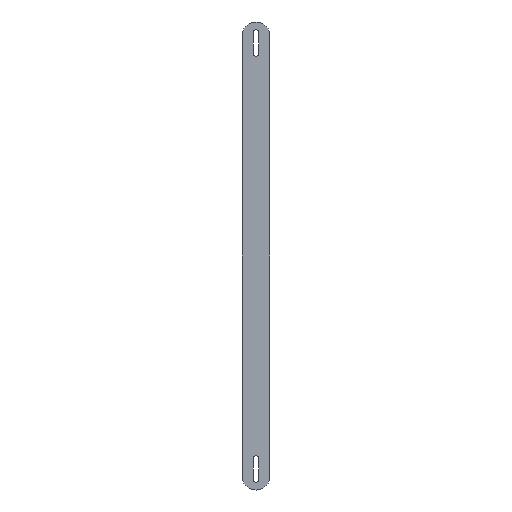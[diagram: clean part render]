
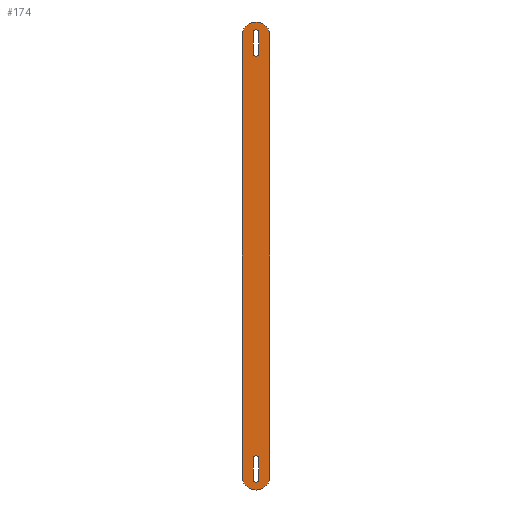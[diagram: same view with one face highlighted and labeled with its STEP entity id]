
A CAD part, left-side view. The second image highlights one B-rep face of the part: STEP entity #174.
In plain terms, the highlighted planar face has unit normal (-1, 0, 0).
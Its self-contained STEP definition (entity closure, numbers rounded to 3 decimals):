
#3 = EDGE_CURVE ( 'NONE', #252, #625, #406, .T. ) ;
#7 = CARTESIAN_POINT ( 'NONE',  ( 0., 2., 327.5 ) ) ;
#9 = CARTESIAN_POINT ( 'NONE',  ( 0., 2., 327.5 ) ) ;
#22 = CIRCLE ( 'NONE', #34, 2. ) ;
#34 = AXIS2_PLACEMENT_3D ( 'NONE', #158, #213, #556 ) ;
#35 = ORIENTED_EDGE ( 'NONE', *, *, #372, .T. ) ;
#38 = EDGE_CURVE ( 'NONE', #80, #115, #154, .T. ) ;
#48 = CARTESIAN_POINT ( 'NONE',  ( 0., -2., 327.5 ) ) ;
#55 = CARTESIAN_POINT ( 'NONE',  ( 0., 0., 335. ) ) ;
#59 = CARTESIAN_POINT ( 'NONE',  ( 0., -10., 10. ) ) ;
#65 = CARTESIAN_POINT ( 'NONE',  ( 0., -2., 312.5 ) ) ;
#70 = VERTEX_POINT ( 'NONE', #291 ) ;
#73 = EDGE_CURVE ( 'NONE', #212, #396, #462, .T. ) ;
#80 = VERTEX_POINT ( 'NONE', #626 ) ;
#84 = ORIENTED_EDGE ( 'NONE', *, *, #157, .F. ) ;
#87 = AXIS2_PLACEMENT_3D ( 'NONE', #97, #427, #146 ) ;
#88 = CARTESIAN_POINT ( 'NONE',  ( 0., -2., 7.5 ) ) ;
#93 = EDGE_CURVE ( 'NONE', #70, #252, #144, .T. ) ;
#96 = DIRECTION ( 'NONE',  ( 0., 0., 1. ) ) ;
#97 = CARTESIAN_POINT ( 'NONE',  ( 0., 0., 325. ) ) ;
#99 = CARTESIAN_POINT ( 'NONE',  ( 0., -2., 7.5 ) ) ;
#107 = EDGE_CURVE ( 'NONE', #115, #487, #190, .T. ) ;
#108 = CIRCLE ( 'NONE', #292, 10. ) ;
#109 = VERTEX_POINT ( 'NONE', #48 ) ;
#114 = CARTESIAN_POINT ( 'NONE',  ( 0., 0., 22.5 ) ) ;
#115 = VERTEX_POINT ( 'NONE', #430 ) ;
#118 = ORIENTED_EDGE ( 'NONE', *, *, #593, .T. ) ;
#125 = AXIS2_PLACEMENT_3D ( 'NONE', #114, #267, #547 ) ;
#129 = VECTOR ( 'NONE', #539, 1000. ) ;
#132 = DIRECTION ( 'NONE',  ( -1., 0., 0. ) ) ;
#140 = EDGE_CURVE ( 'NONE', #198, #109, #304, .T. ) ;
#141 = CARTESIAN_POINT ( 'NONE',  ( 0., -27.5, 335. ) ) ;
#144 = CIRCLE ( 'NONE', #87, 10. ) ;
#145 = DIRECTION ( 'NONE',  ( -1., 0., 0. ) ) ;
#146 = DIRECTION ( 'NONE',  ( 0., 0., 1. ) ) ;
#152 = VERTEX_POINT ( 'NONE', #88 ) ;
#154 = CIRCLE ( 'NONE', #254, 2. ) ;
#157 = EDGE_CURVE ( 'NONE', #152, #469, #502, .T. ) ;
#158 = CARTESIAN_POINT ( 'NONE',  ( 0., 0., 312.5 ) ) ;
#159 = VECTOR ( 'NONE', #342, 1000. ) ;
#170 = CARTESIAN_POINT ( 'NONE',  ( 0., 10., 325. ) ) ;
#173 = EDGE_CURVE ( 'NONE', #479, #323, #108, .T. ) ;
#174 = ADVANCED_FACE ( 'NONE', ( #496, #255, #423 ), #189, .T. ) ;
#189 = PLANE ( 'NONE',  #535 ) ;
#190 = LINE ( 'NONE', #580, #159 ) ;
#191 = ORIENTED_EDGE ( 'NONE', *, *, #531, .F. ) ;
#198 = VERTEX_POINT ( 'NONE', #519 ) ;
#203 = DIRECTION ( 'NONE',  ( -1., 0., 0. ) ) ;
#209 = ORIENTED_EDGE ( 'NONE', *, *, #495, .T. ) ;
#212 = VERTEX_POINT ( 'NONE', #471 ) ;
#213 = DIRECTION ( 'NONE',  ( 1., 0., 0. ) ) ;
#218 = AXIS2_PLACEMENT_3D ( 'NONE', #331, #566, #523 ) ;
#233 = CIRCLE ( 'NONE', #362, 2. ) ;
#241 = CARTESIAN_POINT ( 'NONE',  ( 0., 0., 325. ) ) ;
#250 = CARTESIAN_POINT ( 'NONE',  ( 0., 0., 327.5 ) ) ;
#251 = DIRECTION ( 'NONE',  ( 0., 0., 1. ) ) ;
#252 = VERTEX_POINT ( 'NONE', #55 ) ;
#254 = AXIS2_PLACEMENT_3D ( 'NONE', #480, #203, #251 ) ;
#255 = FACE_BOUND ( 'NONE', #389, .T. ) ;
#261 = CIRCLE ( 'NONE', #125, 2. ) ;
#265 = CARTESIAN_POINT ( 'NONE',  ( 0., 0., 7.5 ) ) ;
#267 = DIRECTION ( 'NONE',  ( -1., 0., 0. ) ) ;
#276 = VECTOR ( 'NONE', #96, 1000. ) ;
#280 = ORIENTED_EDGE ( 'NONE', *, *, #3, .T. ) ;
#288 = VECTOR ( 'NONE', #441, 1000. ) ;
#291 = CARTESIAN_POINT ( 'NONE',  ( 0., -10., 325. ) ) ;
#292 = AXIS2_PLACEMENT_3D ( 'NONE', #386, #145, #612 ) ;
#304 = CIRCLE ( 'NONE', #218, 2. ) ;
#311 = CIRCLE ( 'NONE', #421, 2. ) ;
#316 = ORIENTED_EDGE ( 'NONE', *, *, #582, .T. ) ;
#320 = LINE ( 'NONE', #594, #129 ) ;
#323 = VERTEX_POINT ( 'NONE', #537 ) ;
#327 = AXIS2_PLACEMENT_3D ( 'NONE', #241, #132, #607 ) ;
#331 = CARTESIAN_POINT ( 'NONE',  ( 0., 0., 327.5 ) ) ;
#332 = EDGE_CURVE ( 'NONE', #396, #198, #233, .T. ) ;
#342 = DIRECTION ( 'NONE',  ( 0., 0., -1. ) ) ;
#344 = ORIENTED_EDGE ( 'NONE', *, *, #140, .T. ) ;
#362 = AXIS2_PLACEMENT_3D ( 'NONE', #250, #623, #401 ) ;
#366 = ORIENTED_EDGE ( 'NONE', *, *, #454, .F. ) ;
#372 = EDGE_CURVE ( 'NONE', #109, #455, #490, .T. ) ;
#386 = CARTESIAN_POINT ( 'NONE',  ( 0., 0., 10. ) ) ;
#389 = EDGE_LOOP ( 'NONE', ( #191, #509, #604, #366, #84 ) ) ;
#396 = VERTEX_POINT ( 'NONE', #9 ) ;
#401 = DIRECTION ( 'NONE',  ( 0., 0., -1. ) ) ;
#405 = EDGE_LOOP ( 'NONE', ( #209, #420, #118, #417, #280 ) ) ;
#406 = CIRCLE ( 'NONE', #327, 10. ) ;
#407 = CARTESIAN_POINT ( 'NONE',  ( 0., -2., 22.5 ) ) ;
#408 = DIRECTION ( 'NONE',  ( -1., 0., 0. ) ) ;
#412 = VECTOR ( 'NONE', #528, 1000. ) ;
#417 = ORIENTED_EDGE ( 'NONE', *, *, #93, .T. ) ;
#420 = ORIENTED_EDGE ( 'NONE', *, *, #173, .T. ) ;
#421 = AXIS2_PLACEMENT_3D ( 'NONE', #265, #408, #543 ) ;
#423 = FACE_BOUND ( 'NONE', #476, .T. ) ;
#427 = DIRECTION ( 'NONE',  ( -1., 0., 0. ) ) ;
#430 = CARTESIAN_POINT ( 'NONE',  ( 0., 2., 22.5 ) ) ;
#437 = CARTESIAN_POINT ( 'NONE',  ( 0., -2., 327.5 ) ) ;
#441 = DIRECTION ( 'NONE',  ( 0., 0., 1. ) ) ;
#443 = CARTESIAN_POINT ( 'NONE',  ( 0., 2., 7.5 ) ) ;
#454 = EDGE_CURVE ( 'NONE', #469, #80, #261, .T. ) ;
#455 = VERTEX_POINT ( 'NONE', #65 ) ;
#462 = LINE ( 'NONE', #7, #412 ) ;
#468 = DIRECTION ( 'NONE',  ( 0., 0., 1. ) ) ;
#469 = VERTEX_POINT ( 'NONE', #407 ) ;
#471 = CARTESIAN_POINT ( 'NONE',  ( 0., 2., 312.5 ) ) ;
#476 = EDGE_LOOP ( 'NONE', ( #622, #610, #344, #35, #316 ) ) ;
#479 = VERTEX_POINT ( 'NONE', #590 ) ;
#480 = CARTESIAN_POINT ( 'NONE',  ( 0., 0., 22.5 ) ) ;
#487 = VERTEX_POINT ( 'NONE', #443 ) ;
#490 = LINE ( 'NONE', #437, #602 ) ;
#495 = EDGE_CURVE ( 'NONE', #625, #479, #320, .T. ) ;
#496 = FACE_OUTER_BOUND ( 'NONE', #405, .T. ) ;
#502 = LINE ( 'NONE', #99, #276 ) ;
#509 = ORIENTED_EDGE ( 'NONE', *, *, #107, .F. ) ;
#519 = CARTESIAN_POINT ( 'NONE',  ( 0., 0., 329.5 ) ) ;
#523 = DIRECTION ( 'NONE',  ( 0., 0., -1. ) ) ;
#528 = DIRECTION ( 'NONE',  ( 0., 0., 1. ) ) ;
#531 = EDGE_CURVE ( 'NONE', #487, #152, #311, .T. ) ;
#532 = DIRECTION ( 'NONE',  ( 0., 0., -1. ) ) ;
#535 = AXIS2_PLACEMENT_3D ( 'NONE', #141, #573, #468 ) ;
#537 = CARTESIAN_POINT ( 'NONE',  ( 0., -10., 10. ) ) ;
#539 = DIRECTION ( 'NONE',  ( 0., 0., -1. ) ) ;
#543 = DIRECTION ( 'NONE',  ( 0., 0., 1. ) ) ;
#547 = DIRECTION ( 'NONE',  ( 0., 0., 1. ) ) ;
#556 = DIRECTION ( 'NONE',  ( 0., 0., -1. ) ) ;
#566 = DIRECTION ( 'NONE',  ( 1., 0., 0. ) ) ;
#573 = DIRECTION ( 'NONE',  ( -1., 0., 0. ) ) ;
#580 = CARTESIAN_POINT ( 'NONE',  ( 0., 2., 7.5 ) ) ;
#582 = EDGE_CURVE ( 'NONE', #455, #212, #22, .T. ) ;
#590 = CARTESIAN_POINT ( 'NONE',  ( 0., 10., 10. ) ) ;
#593 = EDGE_CURVE ( 'NONE', #323, #70, #616, .T. ) ;
#594 = CARTESIAN_POINT ( 'NONE',  ( 0., 10., 10. ) ) ;
#602 = VECTOR ( 'NONE', #532, 1000. ) ;
#604 = ORIENTED_EDGE ( 'NONE', *, *, #38, .F. ) ;
#607 = DIRECTION ( 'NONE',  ( 0., 0., 1. ) ) ;
#610 = ORIENTED_EDGE ( 'NONE', *, *, #332, .T. ) ;
#612 = DIRECTION ( 'NONE',  ( 0., 0., 1. ) ) ;
#616 = LINE ( 'NONE', #59, #288 ) ;
#622 = ORIENTED_EDGE ( 'NONE', *, *, #73, .T. ) ;
#623 = DIRECTION ( 'NONE',  ( 1., 0., 0. ) ) ;
#625 = VERTEX_POINT ( 'NONE', #170 ) ;
#626 = CARTESIAN_POINT ( 'NONE',  ( 0., 0., 24.5 ) ) ;
